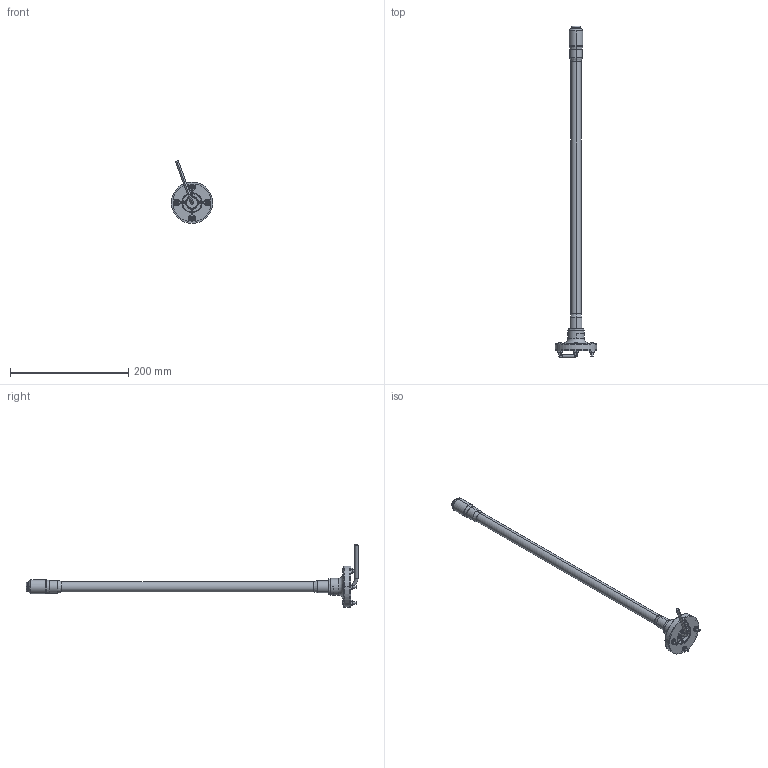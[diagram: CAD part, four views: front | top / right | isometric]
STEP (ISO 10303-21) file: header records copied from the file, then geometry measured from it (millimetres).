
FILE_DESCRIPTION((''),'2;1');
FILE_NAME('221692_SM01_ASM','2021-03-03T09:16:05',('nbanister'),('BANNER ENGINEERING CORP.'),'CREO PARAMETRIC BY PTC INC, 2019292','CREO PARAMETRIC BY PTC INC, 2019292','');
FILE_SCHEMA(('CONFIG_CONTROL_DESIGN','SHAPE_APPEARANCE_LAYERS_GROUPS'));
Length unit declared in the file: millimetre
Products named in the file (10): 221692_EP02; 173122; 175524; 157441; 46903; 157445; 33766; 88256_ASM; 221684_CABLE; 221692_SM01_ASM
Assembly tree (21 placements, depth 3):
  221692_SM01_ASM
    221692_EP02
    88256_ASM
      173122
      175524
      157441  x4
      46903  x4
      157445  x4
      33766  x4
    221684_CABLE
Bounding box: 70 x 560.64 x 106.37 mm (x, y, z)
Volume: 172756.4 mm3; surface area: 61069.6 mm2
Topology: 20 solids, 20 shells, 779 faces, 1886 edges, 1163 vertices
Faces by surface type: cylinder 266, plane 204, cone 162, bspline 89, torus 52, revolution 4, sphere 2
Entity records: 22260 total; most frequent: CARTESIAN_POINT 11527, ORIENTED_EDGE 2176, DIRECTION 1964, EDGE_CURVE 1088, AXIS2_PLACEMENT_3D 811, VERTEX_POINT 677, EDGE_LOOP 485, FACE_OUTER_BOUND 443
